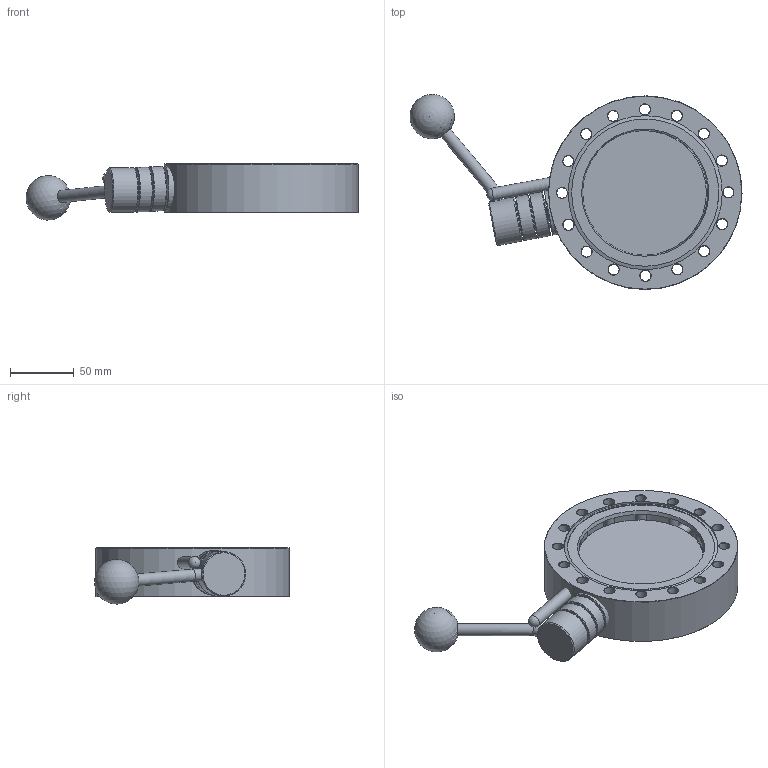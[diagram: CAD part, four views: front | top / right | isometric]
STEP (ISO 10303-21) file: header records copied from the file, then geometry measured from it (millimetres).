
FILE_DESCRIPTION(/* description */ (''),/* implementation_level */ '2;1');
FILE_NAME(/* name */ 'QBV-40-MS.stp',/* time_stamp */ '2019-02-08T13:02:24-05:00',/* author */ ('AJ'),/* organization */ (''),/* preprocessor_version */ 'ST-DEVELOPER v17',/* originating_system */ 'Autodesk Inventor 2018',/* authorisation */ '');
FILE_SCHEMA (('AUTOMOTIVE_DESIGN { 1 0 10303 214 3 1 1 }'));
Length unit declared in the file: millimetre
Products named in the file (1): QBV-40-MS
Bounding box: 260.06 x 152.77 x 43.92 mm (x, y, z)
Volume: 479390.3 mm3; surface area: 109860 mm2
Topology: 5 solids, 9 shells, 193 faces, 450 edges, 296 vertices
Faces by surface type: plane 73, cone 64, cylinder 52, torus 2, sphere 2
Full cylindrical faces by diameter (mm): 4.877 x3, 6.35 x3, 6.833 x2, 6.858 x3, 7.925 x3, 8.382 x16, 9.5 x7, 22.2 x2, 34.9 x4, 95.25 x1, 99.695 x2, 115.316 x2, 120.65 x2, 151.638 x1
Entity records: 5905 total; most frequent: CARTESIAN_POINT 1137, DIRECTION 1060, ORIENTED_EDGE 894, EDGE_CURVE 447, AXIS2_PLACEMENT_3D 434, VERTEX_POINT 296, EDGE_LOOP 256, CIRCLE 237
